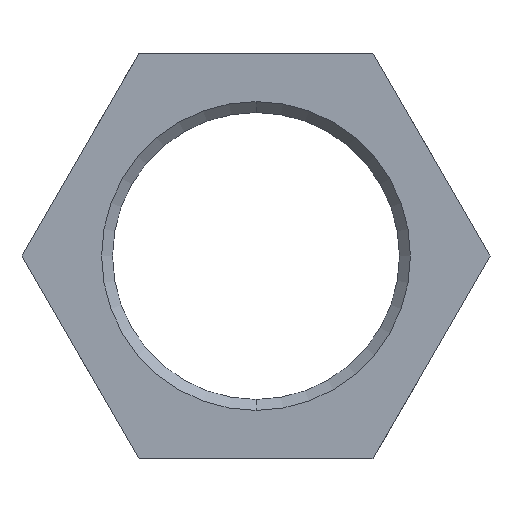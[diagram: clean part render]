
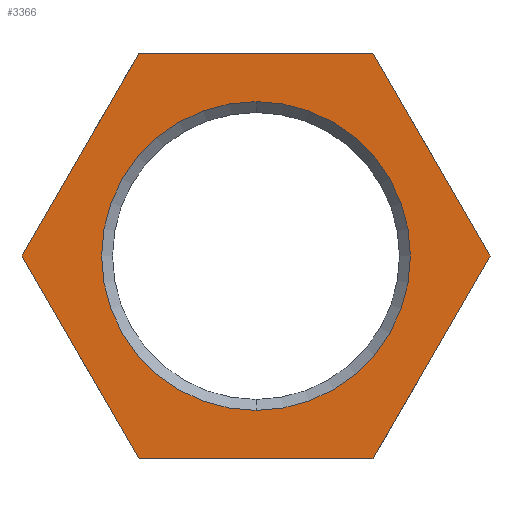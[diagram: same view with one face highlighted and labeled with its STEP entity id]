
A CAD part, left-side view. The second image highlights one B-rep face of the part: STEP entity #3366.
In plain terms, the highlighted planar face has unit normal (-1, 0, 0).
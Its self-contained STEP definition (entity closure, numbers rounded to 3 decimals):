
#6 = VECTOR ( 'NONE', #5723, 1000. ) ;
#424 = DIRECTION ( 'NONE',  ( 0., -0.5, 0.866 ) ) ;
#744 = VECTOR ( 'NONE', #11326, 1000. ) ;
#750 = LINE ( 'NONE', #1438, #10272 ) ;
#832 = DIRECTION ( 'NONE',  ( 0., -1., 0. ) ) ;
#944 = LINE ( 'NONE', #10277, #7710 ) ;
#1438 = CARTESIAN_POINT ( 'NONE',  ( -11., 36.316, -7.901 ) ) ;
#1664 = DIRECTION ( 'NONE',  ( 0., 0., -1. ) ) ;
#1665 = EDGE_CURVE ( 'NONE', #2789, #5907, #11156, .T. ) ;
#1784 = ORIENTED_EDGE ( 'NONE', *, *, #4912, .F. ) ;
#1820 = CARTESIAN_POINT ( 'NONE',  ( -11., 31.754, 0. ) ) ;
#1958 = CARTESIAN_POINT ( 'NONE',  ( -11., -15.877, 27.5 ) ) ;
#2069 = ORIENTED_EDGE ( 'NONE', *, *, #9562, .F. ) ;
#2241 = FACE_OUTER_BOUND ( 'NONE', #8972, .T. ) ;
#2647 = CARTESIAN_POINT ( 'NONE',  ( -11., -31.754, 0. ) ) ;
#2789 = VERTEX_POINT ( 'NONE', #2844 ) ;
#2844 = CARTESIAN_POINT ( 'NONE',  ( -11., 0., 20.955 ) ) ;
#2914 = EDGE_CURVE ( 'NONE', #4627, #3136, #8597, .T. ) ;
#2915 = VECTOR ( 'NONE', #832, 1000. ) ;
#2951 = ORIENTED_EDGE ( 'NONE', *, *, #5842, .T. ) ;
#3132 = CARTESIAN_POINT ( 'NONE',  ( -11., -36.316, 7.901 ) ) ;
#3136 = VERTEX_POINT ( 'NONE', #3949 ) ;
#3219 = DIRECTION ( 'NONE',  ( 0., 0., -1. ) ) ;
#3276 = CIRCLE ( 'NONE', #4817, 20.955 ) ;
#3366 = ADVANCED_FACE ( 'NONE', ( #2241, #10578 ), #5325, .T. ) ;
#3458 = DIRECTION ( 'NONE',  ( 0., 0., 1. ) ) ;
#3949 = CARTESIAN_POINT ( 'NONE',  ( -11., -15.877, -27.5 ) ) ;
#4136 = LINE ( 'NONE', #4550, #6 ) ;
#4140 = CARTESIAN_POINT ( 'NONE',  ( -11., 15.877, 27.5 ) ) ;
#4499 = CARTESIAN_POINT ( 'NONE',  ( -11., 25., 27.5 ) ) ;
#4550 = CARTESIAN_POINT ( 'NONE',  ( -11., -11.316, 35.401 ) ) ;
#4590 = ORIENTED_EDGE ( 'NONE', *, *, #1665, .T. ) ;
#4627 = VERTEX_POINT ( 'NONE', #2647 ) ;
#4714 = DIRECTION ( 'NONE',  ( 0., 1., 0. ) ) ;
#4784 = DIRECTION ( 'NONE',  ( 0., 0.5, -0.866 ) ) ;
#4817 = AXIS2_PLACEMENT_3D ( 'NONE', #6938, #7906, #3219 ) ;
#4912 = EDGE_CURVE ( 'NONE', #6494, #7827, #750, .T. ) ;
#5325 = PLANE ( 'NONE',  #8295 ) ;
#5346 = VERTEX_POINT ( 'NONE', #8558 ) ;
#5388 = CARTESIAN_POINT ( 'NONE',  ( -11., 0., 0. ) ) ;
#5395 = ORIENTED_EDGE ( 'NONE', *, *, #2914, .F. ) ;
#5723 = DIRECTION ( 'NONE',  ( 0., -0.5, -0.866 ) ) ;
#5771 = VERTEX_POINT ( 'NONE', #1958 ) ;
#5842 = EDGE_CURVE ( 'NONE', #5907, #2789, #3276, .T. ) ;
#5907 = VERTEX_POINT ( 'NONE', #7791 ) ;
#6276 = DIRECTION ( 'NONE',  ( -1., 0., 0. ) ) ;
#6354 = ORIENTED_EDGE ( 'NONE', *, *, #8339, .F. ) ;
#6494 = VERTEX_POINT ( 'NONE', #1820 ) ;
#6640 = EDGE_LOOP ( 'NONE', ( #4590, #2951 ) ) ;
#6853 = VECTOR ( 'NONE', #4784, 1000. ) ;
#6938 = CARTESIAN_POINT ( 'NONE',  ( -11., 0., 0. ) ) ;
#7710 = VECTOR ( 'NONE', #4714, 1000. ) ;
#7718 = CARTESIAN_POINT ( 'NONE',  ( -11., 11.316, -35.401 ) ) ;
#7791 = CARTESIAN_POINT ( 'NONE',  ( -11., 0., -20.955 ) ) ;
#7827 = VERTEX_POINT ( 'NONE', #4140 ) ;
#7906 = DIRECTION ( 'NONE',  ( 1., 0., 0. ) ) ;
#7946 = LINE ( 'NONE', #7718, #744 ) ;
#8295 = AXIS2_PLACEMENT_3D ( 'NONE', #8979, #6276, #3458 ) ;
#8339 = EDGE_CURVE ( 'NONE', #3136, #5346, #944, .T. ) ;
#8558 = CARTESIAN_POINT ( 'NONE',  ( -11., 15.877, -27.5 ) ) ;
#8597 = LINE ( 'NONE', #3132, #6853 ) ;
#8637 = EDGE_CURVE ( 'NONE', #7827, #5771, #10163, .T. ) ;
#8972 = EDGE_LOOP ( 'NONE', ( #2069, #6354, #5395, #9347, #10430, #1784 ) ) ;
#8979 = CARTESIAN_POINT ( 'NONE',  ( -11., 34.475, 0. ) ) ;
#9347 = ORIENTED_EDGE ( 'NONE', *, *, #10281, .F. ) ;
#9562 = EDGE_CURVE ( 'NONE', #5346, #6494, #7946, .T. ) ;
#10163 = LINE ( 'NONE', #4499, #2915 ) ;
#10272 = VECTOR ( 'NONE', #424, 1000. ) ;
#10277 = CARTESIAN_POINT ( 'NONE',  ( -11., -25., -27.5 ) ) ;
#10281 = EDGE_CURVE ( 'NONE', #5771, #4627, #4136, .T. ) ;
#10286 = AXIS2_PLACEMENT_3D ( 'NONE', #5388, #11810, #1664 ) ;
#10430 = ORIENTED_EDGE ( 'NONE', *, *, #8637, .F. ) ;
#10578 = FACE_BOUND ( 'NONE', #6640, .T. ) ;
#11156 = CIRCLE ( 'NONE', #10286, 20.955 ) ;
#11326 = DIRECTION ( 'NONE',  ( 0., 0.5, 0.866 ) ) ;
#11810 = DIRECTION ( 'NONE',  ( 1., 0., 0. ) ) ;
